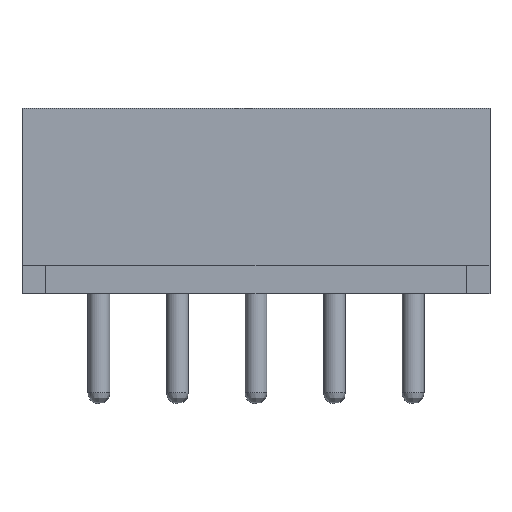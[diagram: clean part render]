
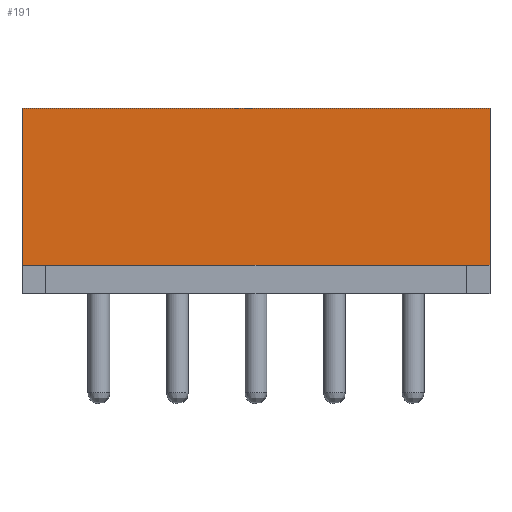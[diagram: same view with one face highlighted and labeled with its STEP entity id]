
A CAD part, front view. The second image highlights one B-rep face of the part: STEP entity #191.
In plain terms, the highlighted planar face has unit normal (0, -1, 0).
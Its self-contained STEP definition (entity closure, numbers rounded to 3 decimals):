
#191 = ADVANCED_FACE( '', ( #388 ), #389, .T. );
#388 = FACE_OUTER_BOUND( '', #627, .T. );
#389 = PLANE( '', #628 );
#627 = EDGE_LOOP( '', ( #968, #969, #970, #971 ) );
#628 = AXIS2_PLACEMENT_3D( '', #972, #973, #974 );
#968 = ORIENTED_EDGE( '', *, *, #1508, .F. );
#969 = ORIENTED_EDGE( '', *, *, #1538, .T. );
#970 = ORIENTED_EDGE( '', *, *, #1535, .T. );
#971 = ORIENTED_EDGE( '', *, *, #1539, .T. );
#972 = CARTESIAN_POINT( '', ( 7.45, -2.45, -2.95 ) );
#973 = DIRECTION( '', ( 0., -1., 0. ) );
#974 = DIRECTION( '', ( 0., 0., -1. ) );
#1508 = EDGE_CURVE( '', #1754, #1756, #1757, .T. );
#1535 = EDGE_CURVE( '', #1802, #1800, #1803, .T. );
#1538 = EDGE_CURVE( '', #1754, #1802, #1806, .T. );
#1539 = EDGE_CURVE( '', #1800, #1756, #1807, .T. );
#1754 = VERTEX_POINT( '', #2106 );
#1756 = VERTEX_POINT( '', #2109 );
#1757 = LINE( '', #2110, #2111 );
#1800 = VERTEX_POINT( '', #2172 );
#1802 = VERTEX_POINT( '', #2175 );
#1803 = LINE( '', #2176, #2177 );
#1806 = LINE( '', #2181, #2182 );
#1807 = LINE( '', #2183, #2184 );
#2106 = CARTESIAN_POINT( '', ( -7.45, -2.45, -2.05 ) );
#2109 = CARTESIAN_POINT( '', ( -7.45, -2.45, 2.95 ) );
#2110 = CARTESIAN_POINT( '', ( -7.45, -2.45, -2.95 ) );
#2111 = VECTOR( '', #2577, 1000. );
#2172 = CARTESIAN_POINT( '', ( 7.45, -2.45, 2.95 ) );
#2175 = CARTESIAN_POINT( '', ( 7.45, -2.45, -2.05 ) );
#2176 = CARTESIAN_POINT( '', ( 7.45, -2.45, -2.95 ) );
#2177 = VECTOR( '', #2600, 1000. );
#2181 = CARTESIAN_POINT( '', ( 6.7, -2.45, -2.05 ) );
#2182 = VECTOR( '', #2602, 1000. );
#2183 = CARTESIAN_POINT( '', ( 7.45, -2.45, 2.95 ) );
#2184 = VECTOR( '', #2603, 1000. );
#2577 = DIRECTION( '', ( 0., 0., 1. ) );
#2600 = DIRECTION( '', ( 0., 0., 1. ) );
#2602 = DIRECTION( '', ( 1., 0., 0. ) );
#2603 = DIRECTION( '', ( -1., 0., 0. ) );
